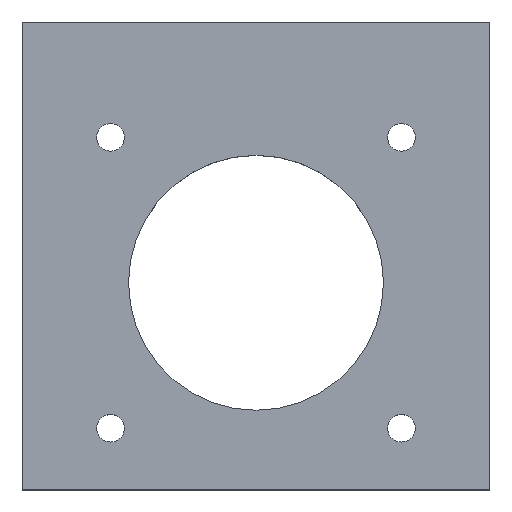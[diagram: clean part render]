
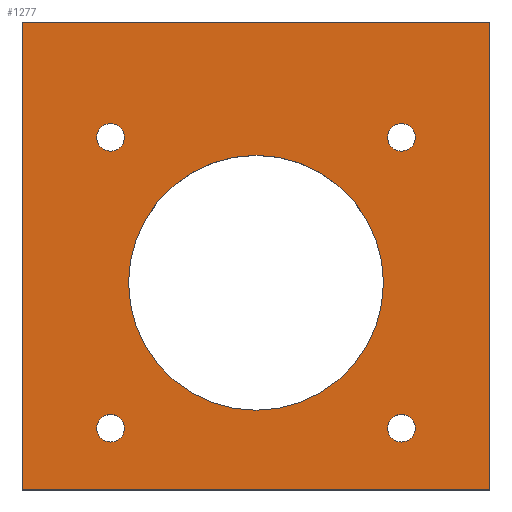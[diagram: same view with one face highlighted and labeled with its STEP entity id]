
A CAD part, top view. The second image highlights one B-rep face of the part: STEP entity #1277.
In plain terms, the highlighted planar face has unit normal (0, 0, 1).
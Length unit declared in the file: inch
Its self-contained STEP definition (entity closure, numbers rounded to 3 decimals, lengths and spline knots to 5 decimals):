
#5 = ORIENTED_EDGE ( 'NONE', *, *, #2149, .F. ) ;
#58 = ORIENTED_EDGE ( 'NONE', *, *, #1290, .F. ) ;
#64 = CIRCLE ( 'NONE', #2247, 0.056 ) ;
#67 = ORIENTED_EDGE ( 'NONE', *, *, #4375, .F. ) ;
#115 = AXIS2_PLACEMENT_3D ( 'NONE', #1028, #3455, #1720 ) ;
#192 = DIRECTION ( 'NONE',  ( 1., 0., 0. ) ) ;
#222 = CARTESIAN_POINT ( 'NONE',  ( 0., -0.109, 1.125 ) ) ;
#280 = VERTEX_POINT ( 'NONE', #4295 ) ;
#299 = VECTOR ( 'NONE', #2816, 39.37008 ) ;
#317 = CIRCLE ( 'NONE', #1169, 0.056 ) ;
#335 = EDGE_LOOP ( 'NONE', ( #3353, #58 ) ) ;
#421 = EDGE_CURVE ( 'NONE', #1828, #280, #64, .T. ) ;
#443 = VERTEX_POINT ( 'NONE', #2610 ) ;
#492 = EDGE_LOOP ( 'NONE', ( #67, #2322 ) ) ;
#503 = CIRCLE ( 'NONE', #115, 0.056 ) ;
#506 = CIRCLE ( 'NONE', #3905, 0.056 ) ;
#510 = FACE_BOUND ( 'NONE', #1184, .T. ) ;
#544 = EDGE_CURVE ( 'NONE', #1400, #3300, #4159, .T. ) ;
#550 = VERTEX_POINT ( 'NONE', #1443 ) ;
#616 = CARTESIAN_POINT ( 'NONE',  ( -0.53455, -0.69955, 1.125 ) ) ;
#685 = EDGE_CURVE ( 'NONE', #1400, #1186, #4385, .T. ) ;
#832 = CIRCLE ( 'NONE', #1974, 0.5175 ) ;
#837 = DIRECTION ( 'NONE',  ( 1., 0., 0. ) ) ;
#849 = AXIS2_PLACEMENT_3D ( 'NONE', #2531, #1534, #837 ) ;
#870 = ORIENTED_EDGE ( 'NONE', *, *, #3897, .F. ) ;
#909 = DIRECTION ( 'NONE',  ( 0., 0., 1. ) ) ;
#921 = AXIS2_PLACEMENT_3D ( 'NONE', #4053, #3683, #941 ) ;
#938 = VECTOR ( 'NONE', #1871, 39.37008 ) ;
#941 = DIRECTION ( 'NONE',  ( 1., 0., 0. ) ) ;
#951 = CARTESIAN_POINT ( 'NONE',  ( -0.95, 0.95, 1.125 ) ) ;
#1006 = EDGE_CURVE ( 'NONE', #443, #1139, #4331, .T. ) ;
#1028 = CARTESIAN_POINT ( 'NONE',  ( -0.59055, -0.69955, 1.125 ) ) ;
#1066 = EDGE_CURVE ( 'NONE', #4207, #550, #832, .T. ) ;
#1067 = EDGE_LOOP ( 'NONE', ( #5, #2317 ) ) ;
#1125 = PLANE ( 'NONE',  #4026 ) ;
#1139 = VERTEX_POINT ( 'NONE', #1260 ) ;
#1154 = CARTESIAN_POINT ( 'NONE',  ( 0.95, -0.95, 1.125 ) ) ;
#1169 = AXIS2_PLACEMENT_3D ( 'NONE', #3741, #3761, #3716 ) ;
#1184 = EDGE_LOOP ( 'NONE', ( #3009, #4206 ) ) ;
#1186 = VERTEX_POINT ( 'NONE', #2716 ) ;
#1260 = CARTESIAN_POINT ( 'NONE',  ( 0.64655, -0.69955, 1.125 ) ) ;
#1277 = ADVANCED_FACE ( 'NONE', ( #1576, #2121, #1368, #2349, #510, #1472 ), #1125, .T. ) ;
#1290 = EDGE_CURVE ( 'NONE', #3424, #3468, #4123, .T. ) ;
#1361 = ORIENTED_EDGE ( 'NONE', *, *, #2567, .F. ) ;
#1368 = FACE_BOUND ( 'NONE', #1067, .T. ) ;
#1400 = VERTEX_POINT ( 'NONE', #2223 ) ;
#1412 = DIRECTION ( 'NONE',  ( 0., 0., 1. ) ) ;
#1443 = CARTESIAN_POINT ( 'NONE',  ( -0.5175, -0.109, 1.125 ) ) ;
#1472 = FACE_OUTER_BOUND ( 'NONE', #2041, .T. ) ;
#1497 = VERTEX_POINT ( 'NONE', #616 ) ;
#1534 = DIRECTION ( 'NONE',  ( 0., 0., 1. ) ) ;
#1535 = AXIS2_PLACEMENT_3D ( 'NONE', #1584, #2963, #1977 ) ;
#1576 = FACE_BOUND ( 'NONE', #492, .T. ) ;
#1584 = CARTESIAN_POINT ( 'NONE',  ( -0.59055, 0.48155, 1.125 ) ) ;
#1720 = DIRECTION ( 'NONE',  ( 1., 0., 0. ) ) ;
#1797 = DIRECTION ( 'NONE',  ( 1., 0., 0. ) ) ;
#1828 = VERTEX_POINT ( 'NONE', #4296 ) ;
#1871 = DIRECTION ( 'NONE',  ( 0., 1., 0. ) ) ;
#1950 = LINE ( 'NONE', #951, #3053 ) ;
#1974 = AXIS2_PLACEMENT_3D ( 'NONE', #222, #3024, #4007 ) ;
#1977 = DIRECTION ( 'NONE',  ( 1., 0., 0. ) ) ;
#1983 = CARTESIAN_POINT ( 'NONE',  ( -0.59055, 0.48155, 1.125 ) ) ;
#2041 = EDGE_LOOP ( 'NONE', ( #3185, #3079, #2198, #3362 ) ) ;
#2105 = CARTESIAN_POINT ( 'NONE',  ( -0.95, 0.95, 1.125 ) ) ;
#2121 = FACE_BOUND ( 'NONE', #335, .T. ) ;
#2149 = EDGE_CURVE ( 'NONE', #1139, #443, #506, .T. ) ;
#2198 = ORIENTED_EDGE ( 'NONE', *, *, #685, .T. ) ;
#2207 = CARTESIAN_POINT ( 'NONE',  ( 0.53455, 0.48155, 1.125 ) ) ;
#2223 = CARTESIAN_POINT ( 'NONE',  ( 0.95, -0.95, 1.125 ) ) ;
#2247 = AXIS2_PLACEMENT_3D ( 'NONE', #1983, #4390, #192 ) ;
#2317 = ORIENTED_EDGE ( 'NONE', *, *, #1006, .F. ) ;
#2322 = ORIENTED_EDGE ( 'NONE', *, *, #421, .F. ) ;
#2329 = CARTESIAN_POINT ( 'NONE',  ( -0.64655, -0.69955, 1.125 ) ) ;
#2348 = CIRCLE ( 'NONE', #849, 0.056 ) ;
#2349 = FACE_BOUND ( 'NONE', #2602, .T. ) ;
#2401 = EDGE_CURVE ( 'NONE', #4132, #3300, #1950, .T. ) ;
#2411 = DIRECTION ( 'NONE',  ( -1., 0., 0. ) ) ;
#2481 = CARTESIAN_POINT ( 'NONE',  ( 0.59055, 0.48155, 1.125 ) ) ;
#2496 = VERTEX_POINT ( 'NONE', #2329 ) ;
#2506 = VECTOR ( 'NONE', #2411, 39.37008 ) ;
#2531 = CARTESIAN_POINT ( 'NONE',  ( 0.59055, 0.48155, 1.125 ) ) ;
#2567 = EDGE_CURVE ( 'NONE', #1497, #2496, #503, .T. ) ;
#2602 = EDGE_LOOP ( 'NONE', ( #1361, #870 ) ) ;
#2610 = CARTESIAN_POINT ( 'NONE',  ( 0.53455, -0.69955, 1.125 ) ) ;
#2615 = CARTESIAN_POINT ( 'NONE',  ( 0., -0.109, 1.125 ) ) ;
#2716 = CARTESIAN_POINT ( 'NONE',  ( 0.95, 0.95, 1.125 ) ) ;
#2816 = DIRECTION ( 'NONE',  ( -1., 0., 0. ) ) ;
#2854 = EDGE_CURVE ( 'NONE', #550, #4207, #3694, .T. ) ;
#2871 = DIRECTION ( 'NONE',  ( 0., 0., 1. ) ) ;
#2963 = DIRECTION ( 'NONE',  ( 0., 0., 1. ) ) ;
#3009 = ORIENTED_EDGE ( 'NONE', *, *, #1066, .F. ) ;
#3024 = DIRECTION ( 'NONE',  ( 0., 0., 1. ) ) ;
#3053 = VECTOR ( 'NONE', #4417, 39.37008 ) ;
#3079 = ORIENTED_EDGE ( 'NONE', *, *, #544, .F. ) ;
#3185 = ORIENTED_EDGE ( 'NONE', *, *, #2401, .T. ) ;
#3227 = CARTESIAN_POINT ( 'NONE',  ( -0.95, 0.75, 1.125 ) ) ;
#3273 = LINE ( 'NONE', #4398, #2506 ) ;
#3300 = VERTEX_POINT ( 'NONE', #3566 ) ;
#3307 = CARTESIAN_POINT ( 'NONE',  ( 0.64655, 0.48155, 1.125 ) ) ;
#3334 = AXIS2_PLACEMENT_3D ( 'NONE', #2615, #909, #4314 ) ;
#3353 = ORIENTED_EDGE ( 'NONE', *, *, #4335, .F. ) ;
#3362 = ORIENTED_EDGE ( 'NONE', *, *, #4041, .T. ) ;
#3424 = VERTEX_POINT ( 'NONE', #2207 ) ;
#3455 = DIRECTION ( 'NONE',  ( 0., 0., 1. ) ) ;
#3468 = VERTEX_POINT ( 'NONE', #3307 ) ;
#3491 = CARTESIAN_POINT ( 'NONE',  ( 0.59055, -0.69955, 1.125 ) ) ;
#3547 = DIRECTION ( 'NONE',  ( 0., 0., 1. ) ) ;
#3566 = CARTESIAN_POINT ( 'NONE',  ( -0.95, -0.95, 1.125 ) ) ;
#3594 = CIRCLE ( 'NONE', #1535, 0.056 ) ;
#3683 = DIRECTION ( 'NONE',  ( 0., 0., 1. ) ) ;
#3694 = CIRCLE ( 'NONE', #3334, 0.5175 ) ;
#3716 = DIRECTION ( 'NONE',  ( 1., 0., 0. ) ) ;
#3741 = CARTESIAN_POINT ( 'NONE',  ( -0.59055, -0.69955, 1.125 ) ) ;
#3761 = DIRECTION ( 'NONE',  ( 0., 0., 1. ) ) ;
#3847 = CARTESIAN_POINT ( 'NONE',  ( 0.5175, -0.109, 1.125 ) ) ;
#3897 = EDGE_CURVE ( 'NONE', #2496, #1497, #317, .T. ) ;
#3905 = AXIS2_PLACEMENT_3D ( 'NONE', #3491, #1412, #4164 ) ;
#3990 = CARTESIAN_POINT ( 'NONE',  ( 0.95, 0.95, 1.125 ) ) ;
#4007 = DIRECTION ( 'NONE',  ( 1., 0., 0. ) ) ;
#4020 = AXIS2_PLACEMENT_3D ( 'NONE', #2481, #3547, #1797 ) ;
#4026 = AXIS2_PLACEMENT_3D ( 'NONE', #3227, #2871, #4233 ) ;
#4041 = EDGE_CURVE ( 'NONE', #1186, #4132, #3273, .T. ) ;
#4053 = CARTESIAN_POINT ( 'NONE',  ( 0.59055, -0.69955, 1.125 ) ) ;
#4123 = CIRCLE ( 'NONE', #4020, 0.056 ) ;
#4132 = VERTEX_POINT ( 'NONE', #2105 ) ;
#4159 = LINE ( 'NONE', #1154, #299 ) ;
#4164 = DIRECTION ( 'NONE',  ( 1., 0., 0. ) ) ;
#4206 = ORIENTED_EDGE ( 'NONE', *, *, #2854, .F. ) ;
#4207 = VERTEX_POINT ( 'NONE', #3847 ) ;
#4233 = DIRECTION ( 'NONE',  ( 1., 0., 0. ) ) ;
#4295 = CARTESIAN_POINT ( 'NONE',  ( -0.53455, 0.48155, 1.125 ) ) ;
#4296 = CARTESIAN_POINT ( 'NONE',  ( -0.64655, 0.48155, 1.125 ) ) ;
#4314 = DIRECTION ( 'NONE',  ( 1., 0., 0. ) ) ;
#4331 = CIRCLE ( 'NONE', #921, 0.056 ) ;
#4335 = EDGE_CURVE ( 'NONE', #3468, #3424, #2348, .T. ) ;
#4375 = EDGE_CURVE ( 'NONE', #280, #1828, #3594, .T. ) ;
#4385 = LINE ( 'NONE', #3990, #938 ) ;
#4390 = DIRECTION ( 'NONE',  ( 0., 0., 1. ) ) ;
#4398 = CARTESIAN_POINT ( 'NONE',  ( -0.95, 0.95, 1.125 ) ) ;
#4417 = DIRECTION ( 'NONE',  ( 0., -1., 0. ) ) ;
